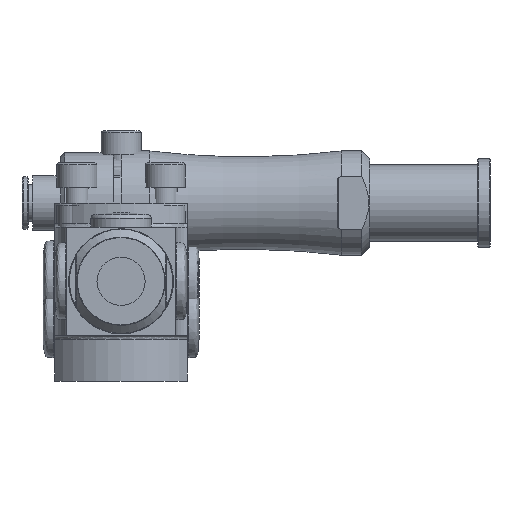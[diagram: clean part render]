
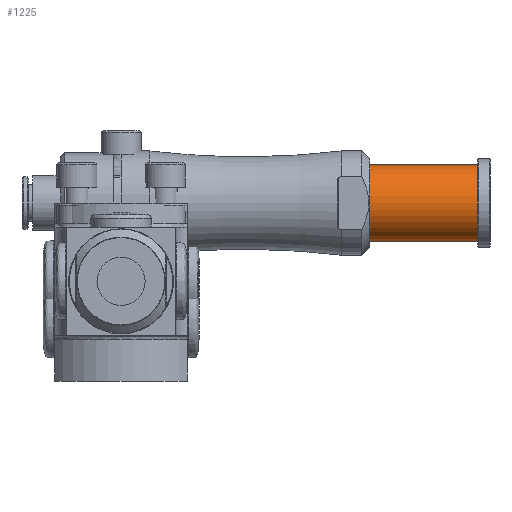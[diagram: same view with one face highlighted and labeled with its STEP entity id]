
A CAD part, left-side view. The second image highlights one B-rep face of the part: STEP entity #1225.
In plain terms, the highlighted cylindrical face has radius 9.5 mm (diameter 19 mm), a full revolution.
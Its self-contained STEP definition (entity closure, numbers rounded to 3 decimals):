
#1225 = ADVANCED_FACE( '', ( #2448, #2449 ), #2450, .T. );
#2448 = FACE_OUTER_BOUND( '', #5110, .T. );
#2449 = FACE_OUTER_BOUND( '', #5111, .T. );
#2450 = CYLINDRICAL_SURFACE( '', #5112, 9.5 );
#5110 = EDGE_LOOP( '', ( #9128 ) );
#5111 = EDGE_LOOP( '', ( #9129 ) );
#5112 = AXIS2_PLACEMENT_3D( '', #9130, #9131, #9132 );
#9128 = ORIENTED_EDGE( '', *, *, #10476, .T. );
#9129 = ORIENTED_EDGE( '', *, *, #10478, .F. );
#9130 = CARTESIAN_POINT( '', ( 0., 15., 0. ) );
#9131 = DIRECTION( '', ( 0., 1., 0. ) );
#9132 = DIRECTION( '', ( 1., 0., 0. ) );
#10476 = EDGE_CURVE( '', #12583, #12583, #12584, .T. );
#10478 = EDGE_CURVE( '', #12587, #12587, #12588, .T. );
#12583 = VERTEX_POINT( '', #18334 );
#12584 = CIRCLE( '', #18335, 9.5 );
#12587 = VERTEX_POINT( '', #18338 );
#12588 = CIRCLE( '', #18339, 9.5 );
#18334 = CARTESIAN_POINT( '', ( 9.5, -62., 0. ) );
#18335 = AXIS2_PLACEMENT_3D( '', #19544, #19545, #19546 );
#18338 = CARTESIAN_POINT( '', ( 9.5, -89., 0. ) );
#18339 = AXIS2_PLACEMENT_3D( '', #19550, #19551, #19552 );
#19544 = CARTESIAN_POINT( '', ( 0., -62., 0. ) );
#19545 = DIRECTION( '', ( 0., -1., 0. ) );
#19546 = DIRECTION( '', ( 1., 0., 0. ) );
#19550 = CARTESIAN_POINT( '', ( 0., -89., 0. ) );
#19551 = DIRECTION( '', ( 0., -1., 0. ) );
#19552 = DIRECTION( '', ( 1., 0., 0. ) );
